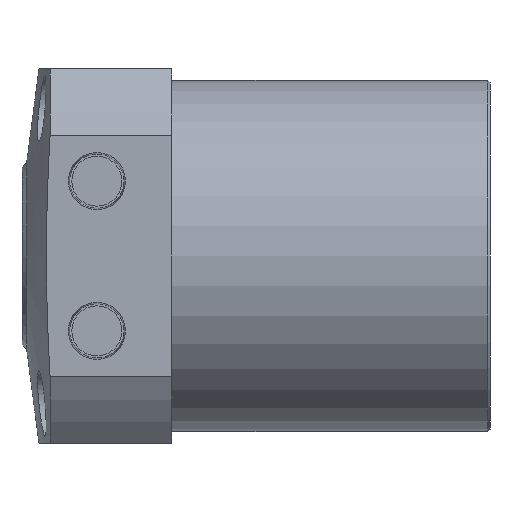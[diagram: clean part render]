
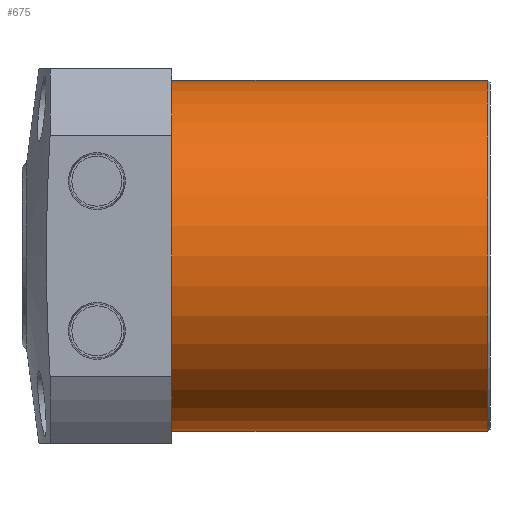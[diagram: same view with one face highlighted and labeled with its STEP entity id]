
A CAD part, left-side view. The second image highlights one B-rep face of the part: STEP entity #675.
In plain terms, the highlighted cylindrical face has radius 37.5 mm (diameter 75 mm), a partial arc.
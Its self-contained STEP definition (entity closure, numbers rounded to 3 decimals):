
#10 = VERTEX_POINT ( 'NONE', #296 ) ;
#112 = CARTESIAN_POINT ( 'NONE',  ( 0., 0.5, -37.5 ) ) ;
#136 = CARTESIAN_POINT ( 'NONE',  ( 0., 0.5, 37.5 ) ) ;
#296 = CARTESIAN_POINT ( 'NONE',  ( 0., 68., -37.5 ) ) ;
#330 = CARTESIAN_POINT ( 'NONE',  ( 0., 68., 37.5 ) ) ;
#390 = EDGE_LOOP ( 'NONE', ( #2087, #2094, #2095, #851 ) ) ;
#501 = VERTEX_POINT ( 'NONE', #330 ) ;
#596 = AXIS2_PLACEMENT_3D ( 'NONE', #1200, #1201, #1202 ) ;
#597 = AXIS2_PLACEMENT_3D ( 'NONE', #1203, #1204, #1205 ) ;
#675 = ADVANCED_FACE ( 'NONE', ( #984 ), #989, .T. ) ;
#851 = ORIENTED_EDGE ( 'NONE', *, *, #2208, .T. ) ;
#857 = VERTEX_POINT ( 'NONE', #112 ) ;
#880 = VERTEX_POINT ( 'NONE', #136 ) ;
#984 = FACE_OUTER_BOUND ( 'NONE', #390, .T. ) ;
#989 = CYLINDRICAL_SURFACE ( 'NONE', #2242, 37.5 ) ;
#1091 = DIRECTION ( 'NONE',  ( 0., -1., 0. ) ) ;
#1097 = CARTESIAN_POINT ( 'NONE',  ( 0., 68., 37.5 ) ) ;
#1102 = CARTESIAN_POINT ( 'NONE',  ( 0., 68., -37.5 ) ) ;
#1103 = DIRECTION ( 'NONE',  ( 0., -1., 0. ) ) ;
#1200 = CARTESIAN_POINT ( 'NONE',  ( 0., 68., 0. ) ) ;
#1201 = DIRECTION ( 'NONE',  ( 0., -1., 0. ) ) ;
#1202 = DIRECTION ( 'NONE',  ( 0., 0., -1. ) ) ;
#1203 = CARTESIAN_POINT ( 'NONE',  ( 0., 0.5, 0. ) ) ;
#1204 = DIRECTION ( 'NONE',  ( 0., 1., 0. ) ) ;
#1205 = DIRECTION ( 'NONE',  ( 0., 0., 1. ) ) ;
#1342 = CARTESIAN_POINT ( 'NONE',  ( 0., 68., 0. ) ) ;
#1344 = DIRECTION ( 'NONE',  ( 0., -1., 0. ) ) ;
#1347 = DIRECTION ( 'NONE',  ( 0., 0., -1. ) ) ;
#1954 = LINE ( 'NONE', #1097, #1956 ) ;
#1955 = LINE ( 'NONE', #1102, #1958 ) ;
#1956 = VECTOR ( 'NONE', #1091, 1000. ) ;
#1958 = VECTOR ( 'NONE', #1103, 1000. ) ;
#1998 = CIRCLE ( 'NONE', #596, 37.5 ) ;
#2000 = CIRCLE ( 'NONE', #597, 37.5 ) ;
#2087 = ORIENTED_EDGE ( 'NONE', *, *, #2174, .F. ) ;
#2094 = ORIENTED_EDGE ( 'NONE', *, *, #2207, .T. ) ;
#2095 = ORIENTED_EDGE ( 'NONE', *, *, #2175, .T. ) ;
#2174 = EDGE_CURVE ( 'NONE', #501, #880, #1954, .T. ) ;
#2175 = EDGE_CURVE ( 'NONE', #10, #857, #1955, .T. ) ;
#2207 = EDGE_CURVE ( 'NONE', #501, #10, #1998, .T. ) ;
#2208 = EDGE_CURVE ( 'NONE', #857, #880, #2000, .T. ) ;
#2242 = AXIS2_PLACEMENT_3D ( 'NONE', #1342, #1344, #1347 ) ;
